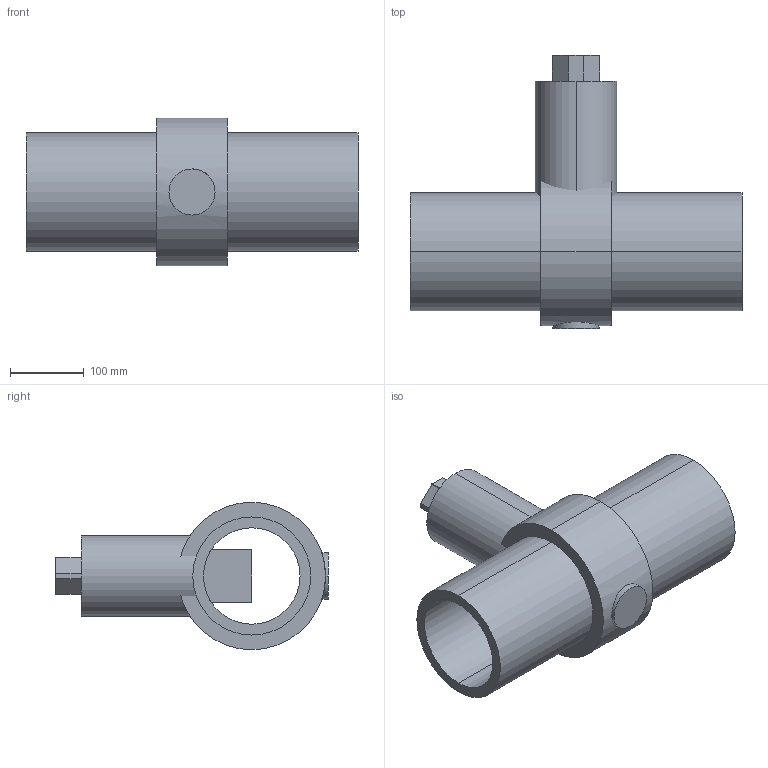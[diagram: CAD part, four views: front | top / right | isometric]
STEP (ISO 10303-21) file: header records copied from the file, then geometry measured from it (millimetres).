
FILE_DESCRIPTION (( 'STEP AP203' ), '1' );
FILE_NAME ('Ball Valve SDR11_135 117 9310 0160.step', '2022-06-27T11:04:45', ( '' ), ( '' ), 'SwSTEP 2.0', 'SolidWorks 2021', '' );
FILE_SCHEMA (( 'CONFIG_CONTROL_DESIGN' ));
Length unit declared in the file: millimetre
Products named in the file (1): Ball Valve SDR11_135 117 9310 0160
Bounding box: 450 x 370.01 x 200 mm (x, y, z)
Volume: 5971209.5 mm3; surface area: 563679.3 mm2
Topology: 2 solids, 2 shells, 47 faces, 114 edges, 76 vertices
Faces by surface type: plane 27, cylinder 20
Entity records: 1589 total; most frequent: CARTESIAN_POINT 358, DIRECTION 250, ORIENTED_EDGE 228, EDGE_CURVE 114, AXIS2_PLACEMENT_3D 90, VERTEX_POINT 76, LINE 70, VECTOR 70
